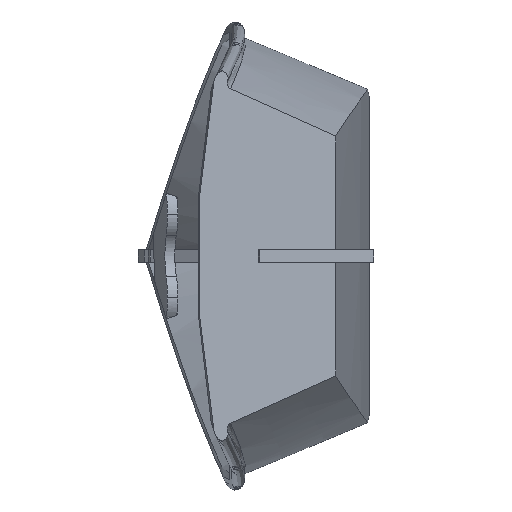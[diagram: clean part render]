
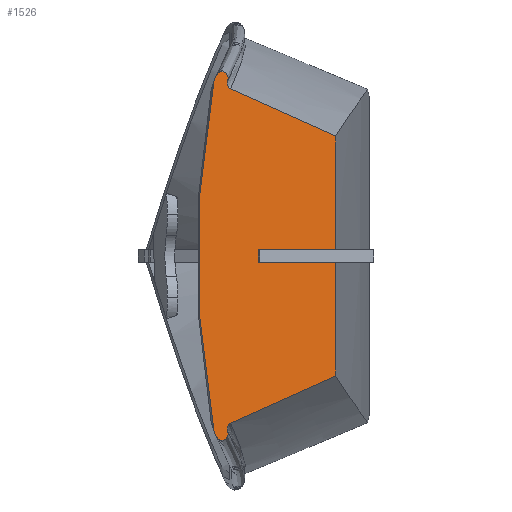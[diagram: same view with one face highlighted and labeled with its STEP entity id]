
A CAD part, left-side view. The second image highlights one B-rep face of the part: STEP entity #1526.
In plain terms, the highlighted free-form (B-spline) face has degree [1, 1] with [2, 2] control points.
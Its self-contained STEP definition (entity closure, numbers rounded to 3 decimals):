
#24 = VERTEX_POINT('',#25);
#25 = CARTESIAN_POINT('',(15.357,618.211,
    -746.867));
#213 = VERTEX_POINT('',#214);
#214 = CARTESIAN_POINT('',(111.507,148.676,
    -535.977));
#262 = EDGE_CURVE('',#213,#24,#263,.T.);
#263 = B_SPLINE_CURVE_WITH_KNOTS('',1,(#264,#265),.UNSPECIFIED.,.F.,.F.,
  (2,2),(-207.488,150.338),.PIECEWISE_BEZIER_KNOTS.);
#264 = CARTESIAN_POINT('',(111.507,148.676,
    -535.977));
#265 = CARTESIAN_POINT('',(15.357,618.211,
    -746.867));
#451 = EDGE_CURVE('',#452,#454,#456,.T.);
#452 = VERTEX_POINT('',#453);
#453 = CARTESIAN_POINT('',(111.507,148.676,
    535.977));
#454 = VERTEX_POINT('',#455);
#455 = CARTESIAN_POINT('',(111.507,148.676,
    27.877));
#456 = B_SPLINE_CURVE_WITH_KNOTS('',1,(#457,#458),.UNSPECIFIED.,.F.,.F.,
  (2,2),(-366.268,-19.05),.PIECEWISE_BEZIER_KNOTS.);
#457 = CARTESIAN_POINT('',(111.507,148.676,
    535.977));
#458 = CARTESIAN_POINT('',(111.507,148.676,
    27.877));
#507 = EDGE_CURVE('',#508,#213,#510,.T.);
#508 = VERTEX_POINT('',#509);
#509 = CARTESIAN_POINT('',(111.507,148.676,
    -27.877));
#510 = B_SPLINE_CURVE_WITH_KNOTS('',1,(#511,#512),.UNSPECIFIED.,.F.,.F.,
  (2,2),(19.05,366.268),.PIECEWISE_BEZIER_KNOTS.);
#511 = CARTESIAN_POINT('',(111.507,148.676,
    -27.877));
#512 = CARTESIAN_POINT('',(111.507,148.676,
    -535.977));
#835 = EDGE_CURVE('',#452,#836,#838,.T.);
#836 = VERTEX_POINT('',#837);
#837 = CARTESIAN_POINT('',(15.357,618.211,
    746.867));
#838 = B_SPLINE_CURVE_WITH_KNOTS('',1,(#839,#840),.UNSPECIFIED.,.F.,.F.,
  (2,2),(-207.488,150.338),.PIECEWISE_BEZIER_KNOTS.);
#839 = CARTESIAN_POINT('',(111.507,148.676,
    535.977));
#840 = CARTESIAN_POINT('',(15.357,618.211,
    746.867));
#1211 = VERTEX_POINT('',#1212);
#1212 = CARTESIAN_POINT('',(12.49,632.209,
    783.611));
#1273 = EDGE_CURVE('',#1211,#836,#1274,.T.);
#1274 = ( BOUNDED_CURVE() B_SPLINE_CURVE(2,(#1275,#1276,#1277),
.UNSPECIFIED.,.F.,.F.) B_SPLINE_CURVE_WITH_KNOTS((3,3),(5.869,
7.439),.PIECEWISE_BEZIER_KNOTS.) CURVE() 
GEOMETRIC_REPRESENTATION_ITEM() RATIONAL_B_SPLINE_CURVE((1.,
0.707,1.)) REPRESENTATION_ITEM('') );
#1275 = CARTESIAN_POINT('',(12.49,632.209,
    783.611));
#1276 = CARTESIAN_POINT('',(10.238,643.208,
    758.095));
#1277 = CARTESIAN_POINT('',(15.357,618.211,
    746.867));
#1526 = ADVANCED_FACE('',(#1527),#1601,.T.);
#1527 = FACE_BOUND('',#1528,.T.);
#1528 = EDGE_LOOP('',(#1529,#1536,#1537,#1538,#1539,#1549,#1556,#1564,
    #1571,#1581,#1587,#1588,#1589,#1596));
#1529 = ORIENTED_EDGE('',*,*,#1530,.F.);
#1530 = EDGE_CURVE('',#454,#1531,#1533,.T.);
#1531 = VERTEX_POINT('',#1532);
#1532 = CARTESIAN_POINT('',(40.539,495.238,
    27.877));
#1533 = B_SPLINE_CURVE_WITH_KNOTS('',1,(#1534,#1535),.UNSPECIFIED.,.F.,
  .F.,(2,2),(84.248,325.99),.PIECEWISE_BEZIER_KNOTS.);
#1534 = CARTESIAN_POINT('',(111.507,148.676,
    27.877));
#1535 = CARTESIAN_POINT('',(40.539,495.238,
    27.877));
#1536 = ORIENTED_EDGE('',*,*,#451,.F.);
#1537 = ORIENTED_EDGE('',*,*,#835,.T.);
#1538 = ORIENTED_EDGE('',*,*,#1273,.F.);
#1539 = ORIENTED_EDGE('',*,*,#1540,.F.);
#1540 = EDGE_CURVE('',#1541,#1211,#1543,.T.);
#1541 = VERTEX_POINT('',#1542);
#1542 = CARTESIAN_POINT('',(2.252,682.203,
    806.065));
#1543 = ( BOUNDED_CURVE() B_SPLINE_CURVE(2,(#1544,#1545,#1546,#1547,
#1548),.UNSPECIFIED.,.F.,.F.) B_SPLINE_CURVE_WITH_KNOTS((3,2,3),(
    3.556,5.127,6.698),
.PIECEWISE_BEZIER_KNOTS.) CURVE() GEOMETRIC_REPRESENTATION_ITEM() 
RATIONAL_B_SPLINE_CURVE((1.,0.707,1.,0.707,1.)) 
REPRESENTATION_ITEM('') );
#1544 = CARTESIAN_POINT('',(2.252,682.203,
    806.065));
#1545 = CARTESIAN_POINT('',(4.505,671.204,
    831.581));
#1546 = CARTESIAN_POINT('',(9.624,646.207,
    820.354));
#1547 = CARTESIAN_POINT('',(14.743,621.21,
    809.126));
#1548 = CARTESIAN_POINT('',(12.49,632.209,
    783.611));
#1549 = ORIENTED_EDGE('',*,*,#1550,.F.);
#1550 = EDGE_CURVE('',#1551,#1541,#1553,.T.);
#1551 = VERTEX_POINT('',#1552);
#1552 = CARTESIAN_POINT('',(0.,693.202,
    780.549));
#1553 = B_SPLINE_CURVE_WITH_KNOTS('',1,(#1554,#1555),.UNSPECIFIED.,.F.,
  .F.,(2,2),(0.,19.05),.PIECEWISE_BEZIER_KNOTS.);
#1554 = CARTESIAN_POINT('',(0.,693.202,
    780.549));
#1555 = CARTESIAN_POINT('',(2.252,682.203,
    806.065));
#1556 = ORIENTED_EDGE('',*,*,#1557,.T.);
#1557 = EDGE_CURVE('',#1551,#1558,#1560,.T.);
#1558 = VERTEX_POINT('',#1559);
#1559 = CARTESIAN_POINT('',(0.,693.202,
    -780.549));
#1560 = ( BOUNDED_CURVE() B_SPLINE_CURVE(2,(#1561,#1562,#1563),
.UNSPECIFIED.,.F.,.F.) B_SPLINE_CURVE_WITH_KNOTS((3,3),(2.952,
3.331),.PIECEWISE_BEZIER_KNOTS.) CURVE() 
GEOMETRIC_REPRESENTATION_ITEM() RATIONAL_B_SPLINE_CURVE((1.,
0.982,1.)) REPRESENTATION_ITEM('') );
#1561 = CARTESIAN_POINT('',(0.,693.202,
    780.549));
#1562 = CARTESIAN_POINT('',(-30.1,840.189,
    0.));
#1563 = CARTESIAN_POINT('',(0.,693.202,
    -780.549));
#1564 = ORIENTED_EDGE('',*,*,#1565,.T.);
#1565 = EDGE_CURVE('',#1558,#1566,#1568,.T.);
#1566 = VERTEX_POINT('',#1567);
#1567 = CARTESIAN_POINT('',(2.252,682.203,
    -806.065));
#1568 = B_SPLINE_CURVE_WITH_KNOTS('',1,(#1569,#1570),.UNSPECIFIED.,.F.,
  .F.,(2,2),(0.,19.05),.PIECEWISE_BEZIER_KNOTS.);
#1569 = CARTESIAN_POINT('',(0.,693.202,
    -780.549));
#1570 = CARTESIAN_POINT('',(2.252,682.203,
    -806.065));
#1571 = ORIENTED_EDGE('',*,*,#1572,.T.);
#1572 = EDGE_CURVE('',#1566,#1573,#1575,.T.);
#1573 = VERTEX_POINT('',#1574);
#1574 = CARTESIAN_POINT('',(12.49,632.209,
    -783.611));
#1575 = ( BOUNDED_CURVE() B_SPLINE_CURVE(2,(#1576,#1577,#1578,#1579,
#1580),.UNSPECIFIED.,.F.,.F.) B_SPLINE_CURVE_WITH_KNOTS((3,2,3),(
    3.556,5.127,6.698),
.PIECEWISE_BEZIER_KNOTS.) CURVE() GEOMETRIC_REPRESENTATION_ITEM() 
RATIONAL_B_SPLINE_CURVE((1.,0.707,1.,0.707,1.)) 
REPRESENTATION_ITEM('') );
#1576 = CARTESIAN_POINT('',(2.252,682.203,
    -806.065));
#1577 = CARTESIAN_POINT('',(4.505,671.204,
    -831.581));
#1578 = CARTESIAN_POINT('',(9.624,646.207,-820.354
    ));
#1579 = CARTESIAN_POINT('',(14.743,621.21,
    -809.126));
#1580 = CARTESIAN_POINT('',(12.49,632.209,
    -783.611));
#1581 = ORIENTED_EDGE('',*,*,#1582,.T.);
#1582 = EDGE_CURVE('',#1573,#24,#1583,.T.);
#1583 = ( BOUNDED_CURVE() B_SPLINE_CURVE(2,(#1584,#1585,#1586),
.UNSPECIFIED.,.F.,.F.) B_SPLINE_CURVE_WITH_KNOTS((3,3),(5.869,
7.439),.PIECEWISE_BEZIER_KNOTS.) CURVE() 
GEOMETRIC_REPRESENTATION_ITEM() RATIONAL_B_SPLINE_CURVE((1.,
0.707,1.)) REPRESENTATION_ITEM('') );
#1584 = CARTESIAN_POINT('',(12.49,632.209,
    -783.611));
#1585 = CARTESIAN_POINT('',(10.238,643.208,
    -758.095));
#1586 = CARTESIAN_POINT('',(15.357,618.211,
    -746.867));
#1587 = ORIENTED_EDGE('',*,*,#262,.F.);
#1588 = ORIENTED_EDGE('',*,*,#507,.F.);
#1589 = ORIENTED_EDGE('',*,*,#1590,.T.);
#1590 = EDGE_CURVE('',#508,#1591,#1593,.T.);
#1591 = VERTEX_POINT('',#1592);
#1592 = CARTESIAN_POINT('',(40.539,495.238,
    -27.877));
#1593 = B_SPLINE_CURVE_WITH_KNOTS('',1,(#1594,#1595),.UNSPECIFIED.,.F.,
  .F.,(2,2),(84.248,325.99),.PIECEWISE_BEZIER_KNOTS.);
#1594 = CARTESIAN_POINT('',(111.507,148.676,
    -27.877));
#1595 = CARTESIAN_POINT('',(40.539,495.238,
    -27.877));
#1596 = ORIENTED_EDGE('',*,*,#1597,.F.);
#1597 = EDGE_CURVE('',#1531,#1591,#1598,.T.);
#1598 = B_SPLINE_CURVE_WITH_KNOTS('',1,(#1599,#1600),.UNSPECIFIED.,.F.,
  .F.,(2,2),(-0.,38.1),.PIECEWISE_BEZIER_KNOTS.);
#1599 = CARTESIAN_POINT('',(40.539,495.238,
    27.877));
#1600 = CARTESIAN_POINT('',(40.539,495.238,
    -27.877));
#1601 = B_SPLINE_SURFACE_WITH_KNOTS('',1,1,(
    (#1602,#1603)
    ,(#1604,#1605
    )),.UNSPECIFIED.,.F.,.F.,.F.,(2,2),(2,2),(-514.88,
    -84.248),(-562.214,562.214),
  .PIECEWISE_BEZIER_KNOTS.);
#1602 = CARTESIAN_POINT('',(-14.913,766.029,
    -822.715));
#1603 = CARTESIAN_POINT('',(-14.913,766.029,
    822.715));
#1604 = CARTESIAN_POINT('',(111.507,148.676,
    -822.715));
#1605 = CARTESIAN_POINT('',(111.507,148.676,
    822.715));
